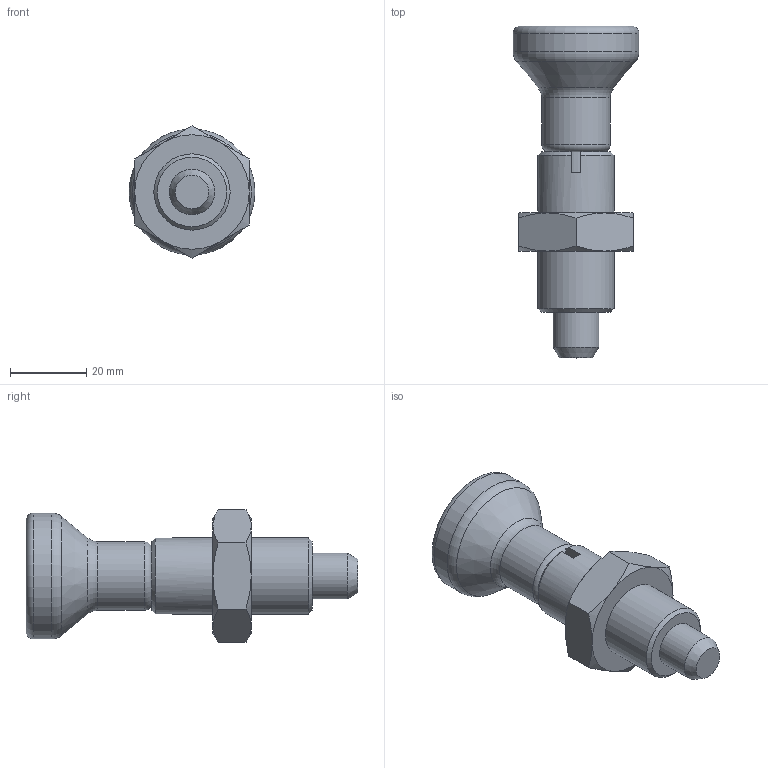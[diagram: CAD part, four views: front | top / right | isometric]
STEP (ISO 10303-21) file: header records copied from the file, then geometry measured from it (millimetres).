
FILE_DESCRIPTION( ( 'STEP AP214' ), '1' );
FILE_NAME( 'K0634.112412__H_ENTSPANNT_.stp', '2020-12-09T09:46:23', ( '' ), ( '' ), ' ', 'PARTsolutions', ' ' );
FILE_SCHEMA( ( 'AUTOMOTIVE_DESIGN { 1 0 10303 214 1 1 1 1 }' ) );
Length unit declared in the file: millimetre
Products named in the file (1): _K0634.112412_(H_ENTSPANNT)
Bounding box: 33 x 87 x 34.64 mm (x, y, z)
Volume: 34022.6 mm3; surface area: 8297.2 mm2
Topology: 1 solids, 1 shells, 49 faces, 112 edges, 67 vertices
Faces by surface type: plane 20, cone 17, cylinder 7, torus 4, sphere 1
Full cylindrical faces by diameter (mm): 12 x1, 18 x1, 20 x2, 33 x1
Entity records: 1772 total; most frequent: CARTESIAN_POINT 371, DIRECTION 206, ORIENTED_EDGE 188, EDGE_CURVE 94, AXIS2_PLACEMENT_3D 90, EDGE_LOOP 64, VERTEX_POINT 63, FACE_OUTER_BOUND 58
